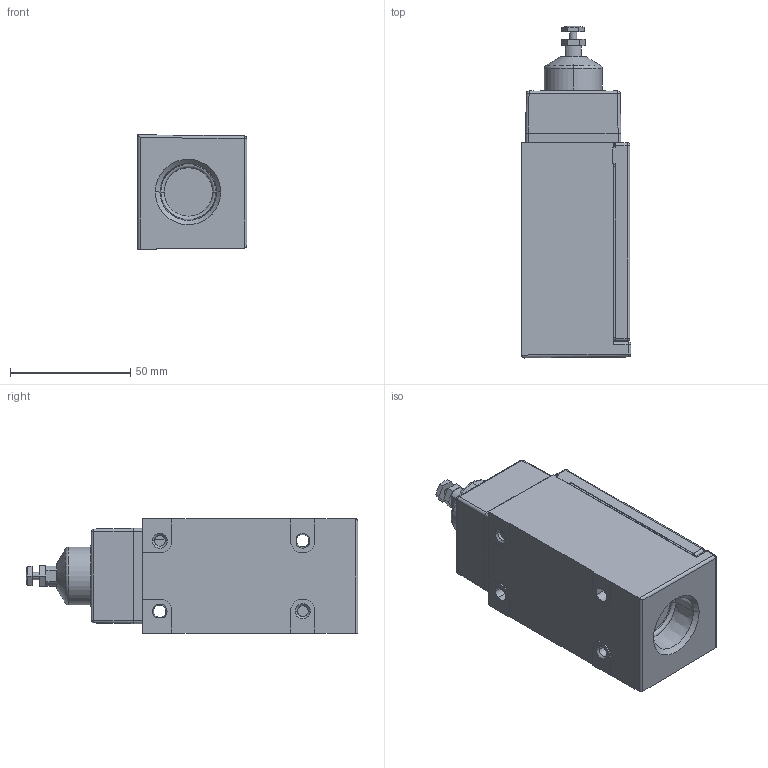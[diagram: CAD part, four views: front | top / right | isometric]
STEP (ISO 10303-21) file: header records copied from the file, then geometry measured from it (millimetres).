
FILE_DESCRIPTION((''),'2;1');
FILE_NAME('LSV4L_A','2012-12-06T',('E522935'),(''),'PRO/ENGINEER BY PARAMETRIC TECHNOLOGY CORPORATION, 2009460','PRO/ENGINEER BY PARAMETRIC TECHNOLOGY CORPORATION, 2009460','');
FILE_SCHEMA(('CONFIG_CONTROL_DESIGN'));
Length unit declared in the file: millimetre
Products named in the file (1): LSV4L_A
Bounding box: 45.72 x 138.2 x 47.62 mm (x, y, z)
Volume: 218365.9 mm3; surface area: 30326.9 mm2
Topology: 1 solids, 1 shells, 451 faces, 1148 edges, 703 vertices
Faces by surface type: plane 253, cylinder 139, cone 26, sphere 25, torus 6, bspline 2
Entity records: 14277 total; most frequent: CARTESIAN_POINT 3265, DIRECTION 2359, ORIENTED_EDGE 2274, EDGE_CURVE 1137, AXIS2_PLACEMENT_3D 855, VERTEX_POINT 703, VECTOR 649, LINE 649
